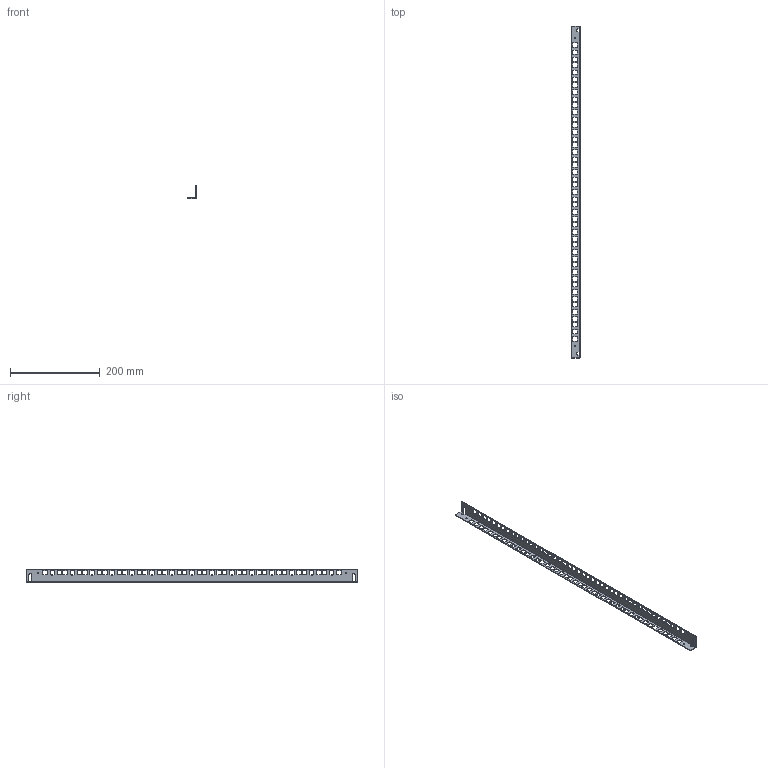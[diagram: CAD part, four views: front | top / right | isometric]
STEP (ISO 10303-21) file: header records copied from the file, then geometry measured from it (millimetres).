
FILE_DESCRIPTION(/* description */ (''),/* implementation_level */ '2;1');
FILE_NAME(/* name */ '00406570.stp',/* time_stamp */ '2021-08-19T11:31:44-05:00',/* author */ ('vchan'),/* organization */ (''),/* preprocessor_version */ 'ST-DEVELOPER v18.1',/* originating_system */ 'Autodesk Inventor 2022',/* authorisation */ '');
FILE_SCHEMA (('AUTOMOTIVE_DESIGN { 1 0 10303 214 3 1 1 }'));
Length unit declared in the file: millimetre
Products named in the file (1): Vertical Mounting Rails
Bounding box: 19.5 x 738.7 x 29.5 mm (x, y, z)
Volume: 39154.1 mm3; surface area: 60010.4 mm2
Topology: 1 solids, 1 shells, 452 faces, 1354 edges, 900 vertices
Faces by surface type: plane 408, cylinder 44
Full cylindrical faces by diameter (mm): 3 x4
Entity records: 15407 total; most frequent: ORIENTED_EDGE 2708, CARTESIAN_POINT 2707, DIRECTION 2348, EDGE_CURVE 1354, LINE 1266, VECTOR 1266, VERTEX_POINT 900, EDGE_LOOP 640
